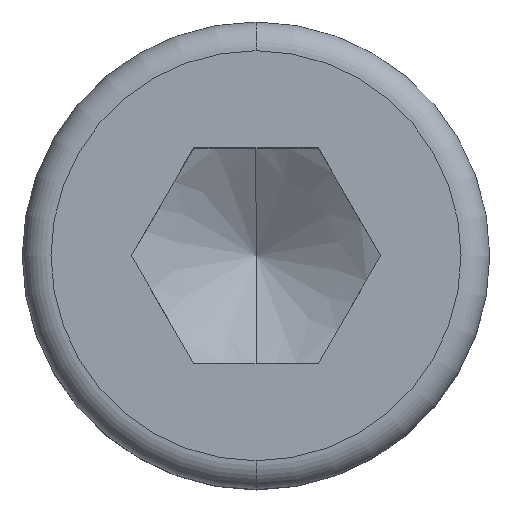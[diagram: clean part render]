
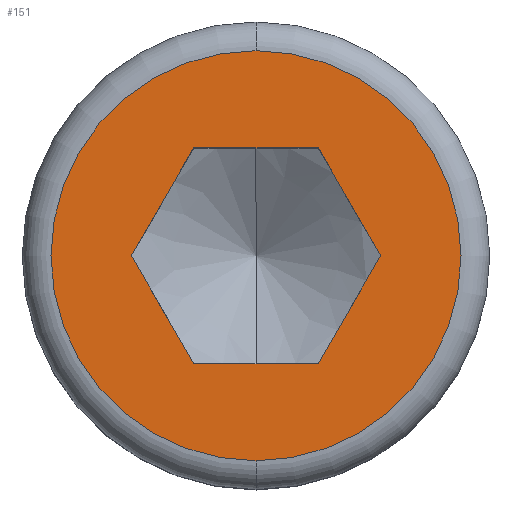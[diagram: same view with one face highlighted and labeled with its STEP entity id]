
A CAD part, top view. The second image highlights one B-rep face of the part: STEP entity #151.
In plain terms, the highlighted planar face has unit normal (0, 0, 1).
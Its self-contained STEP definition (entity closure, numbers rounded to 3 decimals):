
#151=ADVANCED_FACE('',(#388,#389),#390,.T.);
#181=EDGE_CURVE('',#299,#211,#422,.T.);
#199=VERTEX_POINT('',#442);
#201=EDGE_CURVE('',#265,#245,#444,.T.);
#211=VERTEX_POINT('',#455);
#229=VERTEX_POINT('',#474);
#237=EDGE_CURVE('',#211,#299,#484,.T.);
#241=EDGE_CURVE('',#245,#229,#488,.T.);
#245=VERTEX_POINT('',#492);
#249=EDGE_CURVE('',#229,#199,#497,.T.);
#259=EDGE_CURVE('',#319,#265,#509,.T.);
#265=VERTEX_POINT('',#515);
#299=VERTEX_POINT('',#552);
#309=EDGE_CURVE('',#339,#319,#563,.T.);
#319=VERTEX_POINT('',#575);
#339=VERTEX_POINT('',#598);
#353=EDGE_CURVE('',#199,#339,#613,.T.);
#388=FACE_BOUND('',#645,.T.);
#389=FACE_OUTER_BOUND('',#646,.T.);
#390=PLANE('',#647);
#422=CIRCLE('',#704,5.7);
#442=CARTESIAN_POINT('',(3.465,0.,8.));
#444=LINE('',#733,#734);
#455=CARTESIAN_POINT('',(0.,5.7,8.));
#474=CARTESIAN_POINT('',(1.733,3.001,8.));
#484=CIRCLE('',#802,5.7);
#488=LINE('',#808,#809);
#492=CARTESIAN_POINT('',(-1.733,3.001,8.));
#497=LINE('',#819,#820);
#509=LINE('',#845,#846);
#515=CARTESIAN_POINT('',(-3.465,0.,8.));
#552=CARTESIAN_POINT('',(0.,-5.7,8.));
#563=LINE('',#935,#936);
#575=CARTESIAN_POINT('',(-1.732,-3.001,8.));
#598=CARTESIAN_POINT('',(1.733,-3.001,8.));
#613=LINE('',#1007,#1008);
#645=EDGE_LOOP('',(#1034,#1035,#1036,#1037,#1038,#1039));
#646=EDGE_LOOP('',(#1040,#1041));
#647=AXIS2_PLACEMENT_3D('',#1042,#1043,#1044);
#704=AXIS2_PLACEMENT_3D('',#1078,#1079,#1080);
#733=CARTESIAN_POINT('',(-2.166,2.251,8.));
#734=VECTOR('',#1107,1.0);
#802=AXIS2_PLACEMENT_3D('',#1144,#1145,#1146);
#808=CARTESIAN_POINT('',(0.866,3.001,8.));
#809=VECTOR('',#1150,1.0);
#819=CARTESIAN_POINT('',(3.032,0.75,8.));
#820=VECTOR('',#1159,1.0);
#845=CARTESIAN_POINT('',(-3.032,-0.75,8.));
#846=VECTOR('',#1176,1.0);
#935=CARTESIAN_POINT('',(-0.866,-3.001,8.));
#936=VECTOR('',#1226,1.0);
#1007=CARTESIAN_POINT('',(2.166,-2.251,8.));
#1008=VECTOR('',#1286,1.0);
#1034=ORIENTED_EDGE('',*,*,#259,.T.);
#1035=ORIENTED_EDGE('',*,*,#201,.T.);
#1036=ORIENTED_EDGE('',*,*,#241,.T.);
#1037=ORIENTED_EDGE('',*,*,#249,.T.);
#1038=ORIENTED_EDGE('',*,*,#353,.T.);
#1039=ORIENTED_EDGE('',*,*,#309,.T.);
#1040=ORIENTED_EDGE('',*,*,#181,.T.);
#1041=ORIENTED_EDGE('',*,*,#237,.T.);
#1042=CARTESIAN_POINT('',(0.,-4.982,8.));
#1043=DIRECTION('',(0.,0.,1.0));
#1044=DIRECTION('',(0.,-1.0,0.));
#1078=CARTESIAN_POINT('',(0.,0.,8.));
#1079=DIRECTION('',(0.,0.,1.0));
#1080=DIRECTION('',(-1.0,0.0,0.));
#1107=DIRECTION('',(0.5,0.866,0.0));
#1144=CARTESIAN_POINT('',(0.,0.,8.));
#1145=DIRECTION('',(0.,0.,1.0));
#1146=DIRECTION('',(-1.0,0.0,0.));
#1150=DIRECTION('',(1.0,0.0,0.0));
#1159=DIRECTION('',(0.5,-0.866,0.0));
#1176=DIRECTION('',(-0.5,0.866,0.0));
#1226=DIRECTION('',(-1.0,0.0,0.0));
#1286=DIRECTION('',(-0.5,-0.866,0.0));
